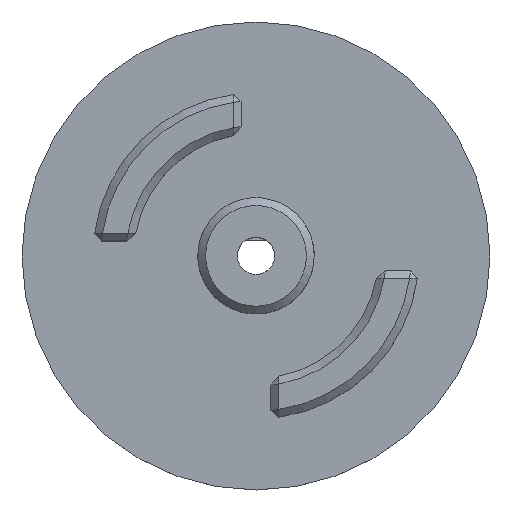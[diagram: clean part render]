
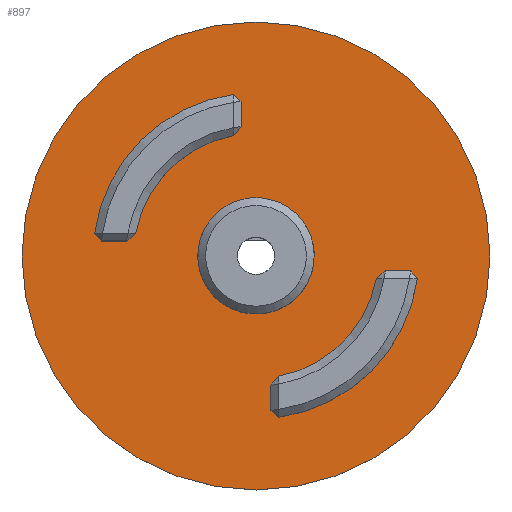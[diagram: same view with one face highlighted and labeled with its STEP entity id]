
A CAD part, top view. The second image highlights one B-rep face of the part: STEP entity #897.
In plain terms, the highlighted planar face has unit normal (0, 0, 1).
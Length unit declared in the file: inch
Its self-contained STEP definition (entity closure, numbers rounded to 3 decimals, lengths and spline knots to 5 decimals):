
#66=PLANE($,#990);
#71=LINE($,#1276,#144);
#76=LINE($,#1291,#149);
#81=LINE($,#1309,#154);
#86=LINE($,#1324,#159);
#93=LINE($,#1339,#166);
#96=LINE($,#1353,#169);
#101=LINE($,#1368,#174);
#108=LINE($,#1386,#181);
#113=LINE($,#1401,#186);
#118=LINE($,#1414,#191);
#119=LINE($,#1421,#192);
#123=LINE($,#1428,#196);
#125=LINE($,#1432,#198);
#128=LINE($,#1437,#201);
#138=LINE($,#1575,#211);
#139=LINE($,#1577,#212);
#144=VECTOR($,#1017,0.03797);
#149=VECTOR($,#1026,0.03797);
#154=VECTOR($,#1041,0.03326);
#159=VECTOR($,#1050,0.03326);
#166=VECTOR($,#1073,0.08073);
#169=VECTOR($,#1082,0.03797);
#174=VECTOR($,#1091,0.03326);
#181=VECTOR($,#1104,0.03797);
#186=VECTOR($,#1113,0.03326);
#191=VECTOR($,#1134,0.08073);
#192=VECTOR($,#1143,0.1403);
#196=VECTOR($,#1149,0.21164);
#198=VECTOR($,#1153,0.21164);
#201=VECTOR($,#1158,0.1403);
#211=VECTOR($,#1234,0.08073);
#212=VECTOR($,#1237,0.08073);
#242=FACE_BOUND($,#373,.T.);
#243=FACE_BOUND($,#374,.T.);
#244=FACE_BOUND($,#375,.T.);
#245=FACE_BOUND($,#376,.T.);
#246=FACE_BOUND($,#377,.T.);
#373=EDGE_LOOP($,(#812));
#374=EDGE_LOOP($,(#813,#814,#815,#816,#817,#818,#819,#820));
#375=EDGE_LOOP($,(#821,#822,#823,#824,#825,#826,#827,#828));
#376=EDGE_LOOP($,(#829,#830,#831,#832,#833));
#377=EDGE_LOOP($,(#834));
#381=CIRCLE($,#906,0.1865);
#387=CIRCLE($,#926,0.3925);
#392=CIRCLE($,#947,0.5225);
#396=CIRCLE($,#958,0.05975);
#404=CIRCLE($,#973,0.75);
#408=CIRCLE($,#984,0.5225);
#409=CIRCLE($,#988,0.3925);
#412=VERTEX_POINT($,#1253);
#415=VERTEX_POINT($,#1258);
#420=VERTEX_POINT($,#1274);
#421=VERTEX_POINT($,#1275);
#425=VERTEX_POINT($,#1289);
#426=VERTEX_POINT($,#1290);
#430=VERTEX_POINT($,#1307);
#431=VERTEX_POINT($,#1308);
#435=VERTEX_POINT($,#1322);
#436=VERTEX_POINT($,#1323);
#440=VERTEX_POINT($,#1351);
#441=VERTEX_POINT($,#1352);
#445=VERTEX_POINT($,#1366);
#446=VERTEX_POINT($,#1367);
#450=VERTEX_POINT($,#1384);
#451=VERTEX_POINT($,#1385);
#455=VERTEX_POINT($,#1399);
#456=VERTEX_POINT($,#1400);
#457=VERTEX_POINT($,#1419);
#458=VERTEX_POINT($,#1420);
#461=VERTEX_POINT($,#1431);
#466=VERTEX_POINT($,#1447);
#477=VERTEX_POINT($,#1511);
#489=EDGE_CURVE($,#412,#415,#381,.T.);
#494=EDGE_CURVE($,#420,#421,#71,.F.);
#500=EDGE_CURVE($,#425,#426,#76,.F.);
#508=EDGE_CURVE($,#430,#431,#81,.F.);
#514=EDGE_CURVE($,#435,#436,#86,.F.);
#523=EDGE_CURVE($,#420,#426,#387,.T.);
#524=EDGE_CURVE($,#425,#436,#93,.T.);
#528=EDGE_CURVE($,#440,#441,#96,.F.);
#534=EDGE_CURVE($,#445,#446,#101,.F.);
#542=EDGE_CURVE($,#450,#451,#108,.F.);
#548=EDGE_CURVE($,#455,#456,#113,.F.);
#557=EDGE_CURVE($,#440,#446,#118,.T.);
#558=EDGE_CURVE($,#445,#456,#392,.T.);
#559=EDGE_CURVE($,#457,#458,#119,.T.);
#563=EDGE_CURVE($,#415,#457,#123,.T.);
#565=EDGE_CURVE($,#461,#412,#125,.T.);
#568=EDGE_CURVE($,#458,#461,#128,.T.);
#573=EDGE_CURVE($,#466,#466,#396,.T.);
#584=EDGE_CURVE($,#477,#477,#404,.T.);
#597=EDGE_CURVE($,#435,#431,#408,.T.);
#598=EDGE_CURVE($,#430,#421,#138,.T.);
#599=EDGE_CURVE($,#455,#451,#139,.T.);
#600=EDGE_CURVE($,#450,#441,#409,.T.);
#812=ORIENTED_EDGE($,*,*,#573,.F.);
#813=ORIENTED_EDGE($,*,*,#597,.T.);
#814=ORIENTED_EDGE($,*,*,#508,.F.);
#815=ORIENTED_EDGE($,*,*,#598,.T.);
#816=ORIENTED_EDGE($,*,*,#494,.F.);
#817=ORIENTED_EDGE($,*,*,#523,.T.);
#818=ORIENTED_EDGE($,*,*,#500,.F.);
#819=ORIENTED_EDGE($,*,*,#524,.T.);
#820=ORIENTED_EDGE($,*,*,#514,.F.);
#821=ORIENTED_EDGE($,*,*,#558,.T.);
#822=ORIENTED_EDGE($,*,*,#548,.F.);
#823=ORIENTED_EDGE($,*,*,#599,.T.);
#824=ORIENTED_EDGE($,*,*,#542,.F.);
#825=ORIENTED_EDGE($,*,*,#600,.T.);
#826=ORIENTED_EDGE($,*,*,#528,.F.);
#827=ORIENTED_EDGE($,*,*,#557,.T.);
#828=ORIENTED_EDGE($,*,*,#534,.F.);
#829=ORIENTED_EDGE($,*,*,#489,.T.);
#830=ORIENTED_EDGE($,*,*,#563,.T.);
#831=ORIENTED_EDGE($,*,*,#559,.T.);
#832=ORIENTED_EDGE($,*,*,#568,.T.);
#833=ORIENTED_EDGE($,*,*,#565,.T.);
#834=ORIENTED_EDGE($,*,*,#584,.T.);
#897=ADVANCED_FACE($,(#242,#243,#244,#245,#246),#66,.T.);
#906=AXIS2_PLACEMENT_3D($,#1260,#1005,#1006);
#926=AXIS2_PLACEMENT_3D($,#1337,#1069,#1070);
#947=AXIS2_PLACEMENT_3D($,#1416,#1137,#1138);
#958=AXIS2_PLACEMENT_3D($,#1448,#1170,#1171);
#973=AXIS2_PLACEMENT_3D($,#1512,#1201,#1202);
#984=AXIS2_PLACEMENT_3D($,#1573,#1230,#1231);
#988=AXIS2_PLACEMENT_3D($,#1579,#1240,#1241);
#990=AXIS2_PLACEMENT_3D($,#1581,#1244,#1245);
#1005=DIRECTION('center_axis',(0.,0.,-1.));
#1006=DIRECTION('ref_axis',(-1.,0.,0.));
#1017=DIRECTION($,(0.651,0.759,0.));
#1026=DIRECTION($,(0.759,0.651,0.));
#1041=DIRECTION($,(-0.747,0.665,0.));
#1050=DIRECTION($,(0.665,-0.747,0.));
#1069=DIRECTION('center_axis',(0.,0.,1.));
#1070=DIRECTION('ref_axis',(-0.122,0.993,0.));
#1073=DIRECTION($,(1.,0.,0.));
#1082=DIRECTION($,(-0.759,-0.651,0.));
#1091=DIRECTION($,(-0.665,0.747,0.));
#1104=DIRECTION($,(-0.651,-0.759,0.));
#1113=DIRECTION($,(0.747,-0.665,0.));
#1134=DIRECTION($,(-1.,0.,0.));
#1137=DIRECTION('center_axis',(0.,0.,-1.));
#1138=DIRECTION('ref_axis',(-0.091,0.996,0.));
#1143=DIRECTION($,(0.259,-0.966,0.));
#1149=DIRECTION($,(-0.707,-0.707,0.));
#1153=DIRECTION($,(0.707,0.707,0.));
#1158=DIRECTION($,(0.966,-0.259,0.));
#1170=DIRECTION('center_axis',(0.,0.,1.));
#1171=DIRECTION('ref_axis',(-1.,0.,0.));
#1201=DIRECTION('center_axis',(0.,0.,1.));
#1202=DIRECTION('ref_axis',(-1.,0.,0.));
#1230=DIRECTION('center_axis',(0.,0.,-1.));
#1231=DIRECTION('ref_axis',(0.091,-0.996,0.));
#1234=DIRECTION($,(0.,1.,0.));
#1237=DIRECTION($,(0.,-1.,0.));
#1240=DIRECTION('center_axis',(0.,0.,1.));
#1241=DIRECTION('ref_axis',(0.122,-0.993,0.));
#1244=DIRECTION('center_axis',(0.,0.,1.));
#1245=DIRECTION('ref_axis',(1.,0.,0.));
#1253=CARTESIAN_POINT('',(0.18596,0.01414,0.1));
#1258=CARTESIAN_POINT('',(0.01414,0.18596,0.1));
#1260=CARTESIAN_POINT('Origin',(0.,0.,0.1));
#1274=CARTESIAN_POINT('',(0.07245,-0.38575,0.1));
#1275=CARTESIAN_POINT('',(0.04775,-0.41458,0.1));
#1276=CARTESIAN_POINT($,(0.14624,-0.29965,0.1));
#1289=CARTESIAN_POINT('',(0.41458,-0.04775,0.1));
#1290=CARTESIAN_POINT('',(0.38575,-0.07245,0.1));
#1291=CARTESIAN_POINT($,(0.29965,-0.14624,0.1));
#1307=CARTESIAN_POINT('',(0.04775,-0.49531,0.1));
#1308=CARTESIAN_POINT('',(0.07258,-0.51743,0.1));
#1309=CARTESIAN_POINT($,(-0.08236,-0.37942,0.1));
#1322=CARTESIAN_POINT('',(0.51743,-0.07258,0.1));
#1323=CARTESIAN_POINT('',(0.49531,-0.04775,0.1));
#1324=CARTESIAN_POINT($,(0.37942,0.08236,0.1));
#1337=CARTESIAN_POINT('Origin',(0.,0.,0.1));
#1339=CARTESIAN_POINT($,(0.26016,-0.04775,0.1));
#1351=CARTESIAN_POINT('',(-0.41458,0.04775,0.1));
#1352=CARTESIAN_POINT('',(-0.38575,0.07245,0.1));
#1353=CARTESIAN_POINT($,(-0.29965,0.14624,0.1));
#1366=CARTESIAN_POINT('',(-0.51743,0.07258,0.1));
#1367=CARTESIAN_POINT('',(-0.49531,0.04775,0.1));
#1368=CARTESIAN_POINT($,(-0.37942,-0.08236,0.1));
#1384=CARTESIAN_POINT('',(-0.07245,0.38575,0.1));
#1385=CARTESIAN_POINT('',(-0.04775,0.41458,0.1));
#1386=CARTESIAN_POINT($,(-0.14624,0.29965,0.1));
#1399=CARTESIAN_POINT('',(-0.04775,0.49531,0.1));
#1400=CARTESIAN_POINT('',(-0.07258,0.51743,0.1));
#1401=CARTESIAN_POINT($,(0.08236,0.37942,0.1));
#1414=CARTESIAN_POINT($,(-0.26016,0.04775,0.1));
#1416=CARTESIAN_POINT('Origin',(0.,0.,0.1));
#1419=CARTESIAN_POINT('',(-0.13552,0.03631,0.1));
#1420=CARTESIAN_POINT('',(-0.0992,-0.0992,0.1));
#1421=CARTESIAN_POINT($,(-0.13552,0.03631,0.1));
#1428=CARTESIAN_POINT($,(0.01414,0.18596,0.1));
#1431=CARTESIAN_POINT('',(0.03631,-0.13552,0.1));
#1432=CARTESIAN_POINT($,(0.03631,-0.13552,0.1));
#1437=CARTESIAN_POINT($,(-0.0992,-0.0992,0.1));
#1447=CARTESIAN_POINT('',(0.05975,0.,0.1));
#1448=CARTESIAN_POINT('Origin',(0.,0.,0.1));
#1511=CARTESIAN_POINT('',(0.75,0.,0.1));
#1512=CARTESIAN_POINT('Origin',(0.,0.,0.1));
#1573=CARTESIAN_POINT('Origin',(0.,0.,0.1));
#1575=CARTESIAN_POINT($,(0.04775,-0.19479,0.1));
#1577=CARTESIAN_POINT($,(-0.04775,0.19479,0.1));
#1579=CARTESIAN_POINT('Origin',(0.,0.,0.1));
#1581=CARTESIAN_POINT('Origin',(0.,0.,
0.1));
